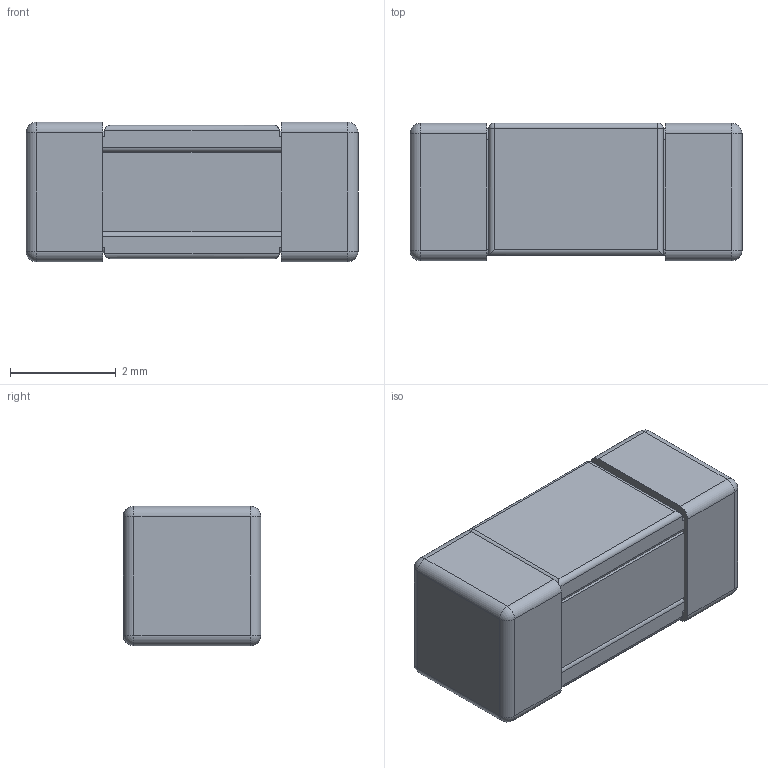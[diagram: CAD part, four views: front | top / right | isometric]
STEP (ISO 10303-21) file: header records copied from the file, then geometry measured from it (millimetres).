
FILE_DESCRIPTION (( 'STEP AP214' ), '1' );
FILE_NAME ('PB01-040×°ÅäÌå1.STEP', '2020-04-28T03:59:29', ( '' ), ( '' ), 'SwSTEP 2.0', 'SolidWorks 2016', '' );
FILE_SCHEMA (( 'AUTOMOTIVE_DESIGN' ));
Length unit declared in the file: millimetre
Products named in the file (4): PB01-040蚾饜极1; 俋簽; 棟奪; 裔啣
Assembly tree (4 placements, depth 2):
  PB01-040蚾饜极1
    棟奪
    裔啣
    俋簽  x2
Bounding box: 6.28 x 2.6 x 2.64 mm (x, y, z)
Volume: 30.9 mm3; surface area: 175.2 mm2
Topology: 4 solids, 4 shells, 150 faces, 348 edges, 180 vertices
Faces by surface type: cylinder 72, plane 46, sphere 28, torus 4
Entity records: 3216 total; most frequent: DIRECTION 584, CARTESIAN_POINT 534, ORIENTED_EDGE 496, EDGE_CURVE 248, AXIS2_PLACEMENT_3D 222, VECTOR 140, VERTEX_POINT 140, LINE 140
